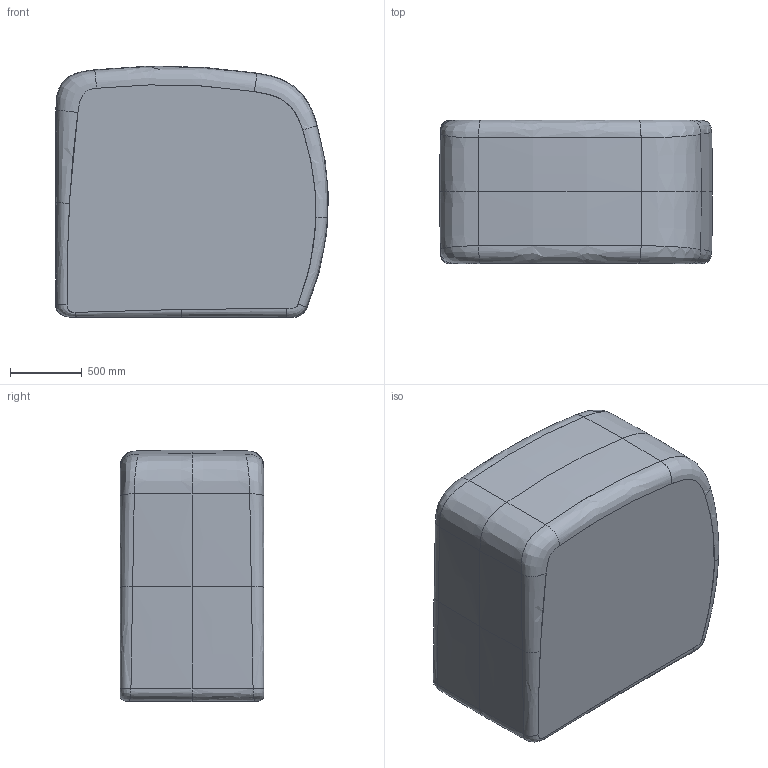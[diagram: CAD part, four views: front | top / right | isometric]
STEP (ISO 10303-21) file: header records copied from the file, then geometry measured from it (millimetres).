
FILE_DESCRIPTION(/* description */ ('Generated from Alias Stage'),/* implementation_level */ '2;1');
FILE_NAME(/* name */ 'cabin finished',/* time_stamp */ '2015-04-14T11:36:42+02:00',/* author */ (''),/* organization */ ('Autodesk Alias'),/* preprocessor_version */ 'ST-DEVELOPER v11',/* originating_system */ 'Autodesk OpenModel 2015',/* authorisation */ '');
FILE_SCHEMA (('AUTOMOTIVE_DESIGN { 1 2 10303 214 1 1 1 1 }'));
Length unit declared in the file: millimetre
Products named in the file (1): cabin finished
Bounding box: 1901.53 x 1000 x 1754.22 mm (x, y, z)
Surface area: 12441749.6 mm2 (no closed solid volume)
Topology: 0 solids, 0 shells, 42 faces, 176 edges, 176 vertices
Faces by surface type: bspline 42
Entity records: 1943 total; most frequent: CARTESIAN_POINT 1825, STYLED_ITEM 42, DEFINITIONAL_REPRESENTATION 16, PCURVE 16, COMPOSITE_CURVE_SEGMENT 16, OUTER_BOUNDARY_CURVE 2, CURVE_BOUNDED_SURFACE 2, DIRECTION 2
